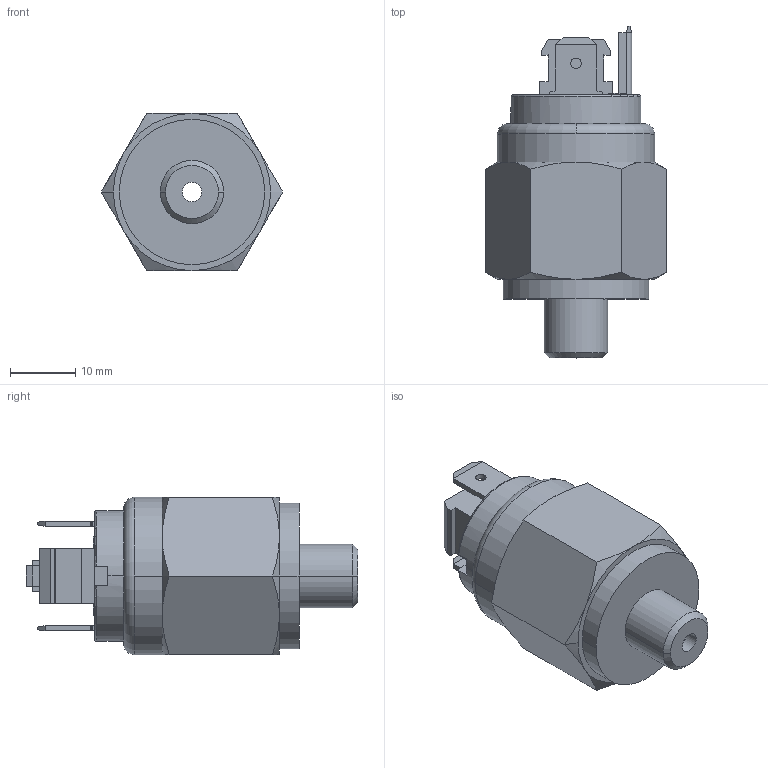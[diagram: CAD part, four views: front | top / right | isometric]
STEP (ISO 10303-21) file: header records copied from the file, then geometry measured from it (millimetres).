
FILE_DESCRIPTION (( 'STEP AP214' ), '1' );
FILE_NAME ('31.STEP', '2020-02-07T16:07:32', ( '' ), ( '' ), 'SwSTEP 2.0', 'SolidWorks 2019', '' );
FILE_SCHEMA (( 'AUTOMOTIVE_DESIGN' ));
Length unit declared in the file: millimetre
Products named in the file (1): 31
Bounding box: 27.71 x 50.7 x 24 mm (x, y, z)
Surface area: 5186.5 mm2 (no closed solid volume)
Topology: 0 solids, 7 shells, 354 faces, 1674 edges, 1247 vertices
Faces by surface type: plane 254, cylinder 46, bspline 30, cone 18, torus 6
Entity records: 21943 total; most frequent: CARTESIAN_POINT 5556, ORIENTED_EDGE 2457, DIRECTION 2215, EDGE_CURVE 1674, VERTEX_POINT 1247, VECTOR 1187, LINE 1187, AXIS2_PLACEMENT_3D 514
